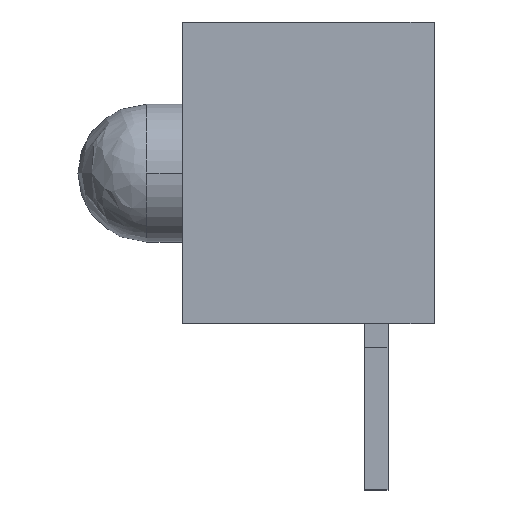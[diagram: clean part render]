
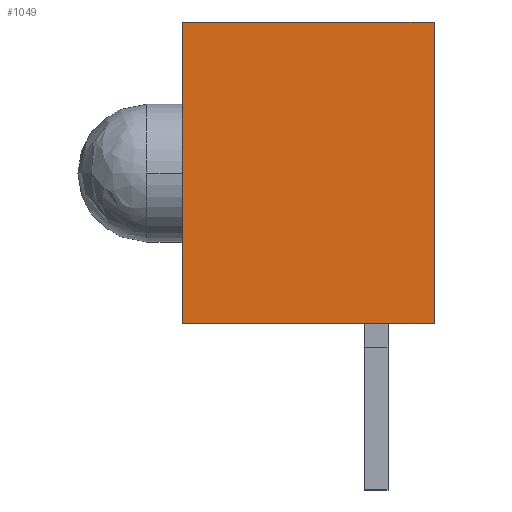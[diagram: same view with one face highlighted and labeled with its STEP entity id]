
A CAD part, top view. The second image highlights one B-rep face of the part: STEP entity #1049.
In plain terms, the highlighted planar face has unit normal (0, 0, 1).
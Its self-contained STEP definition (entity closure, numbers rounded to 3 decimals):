
#6 = VERTEX_POINT ( 'NONE', #1140 ) ;
#13 = VECTOR ( 'NONE', #438, 1000. ) ;
#42 = CARTESIAN_POINT ( 'NONE',  ( -2.65, 6.35, 2. ) ) ;
#43 = CARTESIAN_POINT ( 'NONE',  ( 2.65, 6.35, 2. ) ) ;
#49 = DIRECTION ( 'NONE',  ( 0., 0., -1. ) ) ;
#110 = VERTEX_POINT ( 'NONE', #752 ) ;
#120 = CARTESIAN_POINT ( 'NONE',  ( 2.65, 0., 2. ) ) ;
#126 = ORIENTED_EDGE ( 'NONE', *, *, #975, .T. ) ;
#165 = LINE ( 'NONE', #43, #1066 ) ;
#171 = CARTESIAN_POINT ( 'NONE',  ( 2.65, 0., 2. ) ) ;
#217 = EDGE_CURVE ( 'NONE', #6, #705, #998, .T. ) ;
#261 = DIRECTION ( 'NONE',  ( -1., 0., 0. ) ) ;
#284 = ORIENTED_EDGE ( 'NONE', *, *, #217, .F. ) ;
#325 = EDGE_CURVE ( 'NONE', #552, #705, #165, .T. ) ;
#335 = DIRECTION ( 'NONE',  ( -1., 0., 0. ) ) ;
#438 = DIRECTION ( 'NONE',  ( 0., 1., 0. ) ) ;
#552 = VERTEX_POINT ( 'NONE', #1151 ) ;
#567 = EDGE_LOOP ( 'NONE', ( #1073, #126, #837, #284 ) ) ;
#657 = LINE ( 'NONE', #171, #666 ) ;
#666 = VECTOR ( 'NONE', #983, 1000. ) ;
#705 = VERTEX_POINT ( 'NONE', #42 ) ;
#733 = FACE_OUTER_BOUND ( 'NONE', #567, .T. ) ;
#752 = CARTESIAN_POINT ( 'NONE',  ( 2.65, 0., 2. ) ) ;
#837 = ORIENTED_EDGE ( 'NONE', *, *, #325, .T. ) ;
#901 = CARTESIAN_POINT ( 'NONE',  ( -2.65, 0., 2. ) ) ;
#930 = AXIS2_PLACEMENT_3D ( 'NONE', #946, #49, #335 ) ;
#946 = CARTESIAN_POINT ( 'NONE',  ( 2.65, 0., 2. ) ) ;
#975 = EDGE_CURVE ( 'NONE', #110, #552, #1020, .T. ) ;
#983 = DIRECTION ( 'NONE',  ( -1., 0., 0. ) ) ;
#998 = LINE ( 'NONE', #901, #1164 ) ;
#1020 = LINE ( 'NONE', #120, #13 ) ;
#1029 = PLANE ( 'NONE',  #930 ) ;
#1049 = ADVANCED_FACE ( 'NONE', ( #733 ), #1029, .F. ) ;
#1066 = VECTOR ( 'NONE', #261, 1000. ) ;
#1073 = ORIENTED_EDGE ( 'NONE', *, *, #1157, .F. ) ;
#1140 = CARTESIAN_POINT ( 'NONE',  ( -2.65, 0., 2. ) ) ;
#1151 = CARTESIAN_POINT ( 'NONE',  ( 2.65, 6.35, 2. ) ) ;
#1157 = EDGE_CURVE ( 'NONE', #110, #6, #657, .T. ) ;
#1164 = VECTOR ( 'NONE', #1211, 1000. ) ;
#1211 = DIRECTION ( 'NONE',  ( 0., 1., 0. ) ) ;
